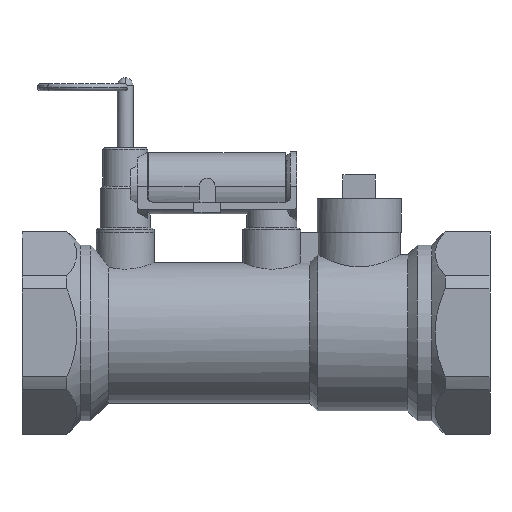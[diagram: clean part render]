
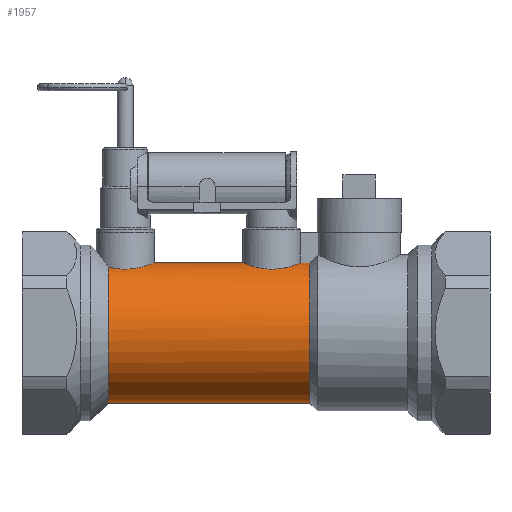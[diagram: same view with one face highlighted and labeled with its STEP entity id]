
A CAD part, front view. The second image highlights one B-rep face of the part: STEP entity #1957.
In plain terms, the highlighted cylindrical face has radius 26.5 mm (diameter 53 mm), a partial arc.
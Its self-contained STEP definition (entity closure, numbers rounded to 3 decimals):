
#1558=CARTESIAN_POINT('Vertex',(10.712,-2.5,26.382)) ;
#1561=CARTESIAN_POINT('Line Origine',(12.506,-2.5,26.382)) ;
#1565=CARTESIAN_POINT('Vertex',(14.3,-2.5,26.382)) ;
#1592=CARTESIAN_POINT('Vertex',(14.3,-15.576,-21.439)) ;
#1595=CARTESIAN_POINT('Axis2P3D Location',(14.3,0.,0.)) ;
#1612=CARTESIAN_POINT('Axis2P3D Location',(14.3,0.,0.)) ;
#1616=CARTESIAN_POINT('Vertex',(14.3,0.,-26.5)) ;
#1769=CARTESIAN_POINT('Vertex',(-11.,0.,26.5)) ;
#1775=CARTESIAN_POINT('Control Point',(-11.,0.,26.5)) ;
#1776=CARTESIAN_POINT('Control Point',(-11.,-0.615,26.5)) ;
#1777=CARTESIAN_POINT('Control Point',(-10.957,-1.237,26.482)) ;
#1778=CARTESIAN_POINT('Control Point',(-10.869,-1.859,26.446)) ;
#1779=CARTESIAN_POINT('Control Point',(-10.501,-3.568,26.294)) ;
#1780=CARTESIAN_POINT('Control Point',(-9.8,-5.181,26.02)) ;
#1781=CARTESIAN_POINT('Control Point',(-9.216,-6.156,25.8)) ;
#1782=CARTESIAN_POINT('Control Point',(-8.534,-7.023,25.565)) ;
#1783=CARTESIAN_POINT('Control Point',(-7.778,-7.778,25.333)) ;
#1784=CARTESIAN_POINT('Vertex',(-7.778,-7.778,25.333)) ;
#1788=CARTESIAN_POINT('Control Point',(-7.778,-7.778,25.333)) ;
#1789=CARTESIAN_POINT('Control Point',(-7.226,-8.33,25.163)) ;
#1790=CARTESIAN_POINT('Control Point',(-6.616,-8.843,24.989)) ;
#1791=CARTESIAN_POINT('Control Point',(-5.946,-9.307,24.818)) ;
#1792=CARTESIAN_POINT('Control Point',(-4.698,-10.012,24.541)) ;
#1793=CARTESIAN_POINT('Control Point',(-3.344,-10.507,24.329)) ;
#1794=CARTESIAN_POINT('Control Point',(-2.725,-10.685,24.251)) ;
#1795=CARTESIAN_POINT('Control Point',(-1.815,-10.876,24.166)) ;
#1796=CARTESIAN_POINT('Control Point',(-0.897,-10.97,24.123)) ;
#1797=CARTESIAN_POINT('Control Point',(-0.597,-10.99,24.114)) ;
#1798=CARTESIAN_POINT('Control Point',(-0.298,-11.,24.109)) ;
#1799=CARTESIAN_POINT('Control Point',(0.,-11.,24.109)) ;
#1800=CARTESIAN_POINT('Vertex',(0.,-11.,24.109)) ;
#1804=CARTESIAN_POINT('Control Point',(0.,-11.,24.109)) ;
#1805=CARTESIAN_POINT('Control Point',(1.712,-11.,24.109)) ;
#1806=CARTESIAN_POINT('Control Point',(3.473,-10.667,24.261)) ;
#1807=CARTESIAN_POINT('Control Point',(5.142,-9.964,24.585)) ;
#1808=CARTESIAN_POINT('Control Point',(6.595,-8.961,24.97)) ;
#1809=CARTESIAN_POINT('Control Point',(7.778,-7.778,25.333)) ;
#1810=CARTESIAN_POINT('Vertex',(7.778,-7.778,25.333)) ;
#1814=CARTESIAN_POINT('Control Point',(7.778,-7.778,25.333)) ;
#1815=CARTESIAN_POINT('Control Point',(8.825,-6.731,25.654)) ;
#1816=CARTESIAN_POINT('Control Point',(9.726,-5.453,25.985)) ;
#1817=CARTESIAN_POINT('Control Point',(10.361,-4.006,26.239)) ;
#1818=CARTESIAN_POINT('Control Point',(10.712,-2.5,26.382)) ;
#1868=CARTESIAN_POINT('Axis2P3D Location',(-120.,0.,0.)) ;
#1873=CARTESIAN_POINT('Line Origine',(-120.,0.,-26.5)) ;
#1877=CARTESIAN_POINT('Vertex',(-61.8,0.,-26.5)) ;
#1880=CARTESIAN_POINT('Line Origine',(-120.,0.,26.5)) ;
#1884=CARTESIAN_POINT('Vertex',(-44.5,0.,26.5)) ;
#1888=CARTESIAN_POINT('Control Point',(-47.722,-7.778,25.333)) ;
#1889=CARTESIAN_POINT('Control Point',(-46.538,-6.595,25.696)) ;
#1890=CARTESIAN_POINT('Control Point',(-45.539,-5.14,26.066)) ;
#1891=CARTESIAN_POINT('Control Point',(-44.836,-3.489,26.361)) ;
#1892=CARTESIAN_POINT('Control Point',(-44.5,-1.713,26.5)) ;
#1893=CARTESIAN_POINT('Control Point',(-44.5,0.,26.5)) ;
#1894=CARTESIAN_POINT('Vertex',(-47.722,-7.778,25.333)) ;
#1898=CARTESIAN_POINT('Control Point',(-55.5,-11.,24.109)) ;
#1899=CARTESIAN_POINT('Control Point',(-54.888,-11.,24.109)) ;
#1900=CARTESIAN_POINT('Control Point',(-54.269,-10.957,24.129)) ;
#1901=CARTESIAN_POINT('Control Point',(-53.651,-10.871,24.168)) ;
#1902=CARTESIAN_POINT('Control Point',(-52.412,-10.604,24.288)) ;
#1903=CARTESIAN_POINT('Control Point',(-51.224,-10.165,24.475)) ;
#1904=CARTESIAN_POINT('Control Point',(-50.647,-9.902,24.584)) ;
#1905=CARTESIAN_POINT('Control Point',(-49.665,-9.367,24.795)) ;
#1906=CARTESIAN_POINT('Control Point',(-48.769,-8.72,25.027)) ;
#1907=CARTESIAN_POINT('Control Point',(-48.399,-8.42,25.13)) ;
#1908=CARTESIAN_POINT('Control Point',(-48.05,-8.106,25.232)) ;
#1909=CARTESIAN_POINT('Control Point',(-47.722,-7.778,25.333)) ;
#1910=CARTESIAN_POINT('Vertex',(-55.5,-11.,24.109)) ;
#1914=CARTESIAN_POINT('Control Point',(-61.8,-9.017,24.919)) ;
#1915=CARTESIAN_POINT('Control Point',(-61.669,-9.109,24.886)) ;
#1916=CARTESIAN_POINT('Control Point',(-61.536,-9.198,24.853)) ;
#1917=CARTESIAN_POINT('Control Point',(-61.401,-9.285,24.82)) ;
#1918=CARTESIAN_POINT('Control Point',(-60.729,-9.702,24.663)) ;
#1919=CARTESIAN_POINT('Control Point',(-60.017,-10.06,24.519)) ;
#1920=CARTESIAN_POINT('Control Point',(-59.436,-10.301,24.418)) ;
#1921=CARTESIAN_POINT('Control Point',(-58.305,-10.678,24.255)) ;
#1922=CARTESIAN_POINT('Control Point',(-57.136,-10.899,24.155)) ;
#1923=CARTESIAN_POINT('Control Point',(-56.586,-10.966,24.125)) ;
#1924=CARTESIAN_POINT('Control Point',(-56.04,-11.,24.109)) ;
#1925=CARTESIAN_POINT('Control Point',(-55.5,-11.,24.109)) ;
#1926=CARTESIAN_POINT('Vertex',(-61.8,-9.017,24.919)) ;
#1929=CARTESIAN_POINT('Axis2P3D Location',(-61.8,0.,0.)) ;
#1933=CARTESIAN_POINT('Vertex',(-61.8,-15.576,-21.439)) ;
#1936=CARTESIAN_POINT('Axis2P3D Location',(-61.8,0.,0.)) ;
#1562=DIRECTION('Vector Direction',(-1.,0.,0.)) ;
#1596=DIRECTION('Axis2P3D Direction',(1.,0.,0.)) ;
#1613=DIRECTION('Axis2P3D Direction',(1.,0.,0.)) ;
#1869=DIRECTION('Axis2P3D Direction',(-1.,0.,0.)) ;
#1870=DIRECTION('Axis2P3D XDirection',(0.,0.,-1.)) ;
#1874=DIRECTION('Vector Direction',(-1.,0.,0.)) ;
#1881=DIRECTION('Vector Direction',(-1.,0.,0.)) ;
#1930=DIRECTION('Axis2P3D Direction',(-1.,0.,0.)) ;
#1937=DIRECTION('Axis2P3D Direction',(-1.,0.,0.)) ;
#1597=AXIS2_PLACEMENT_3D('Circle Axis2P3D',#1595,#1596,$) ;
#1614=AXIS2_PLACEMENT_3D('Circle Axis2P3D',#1612,#1613,$) ;
#1871=AXIS2_PLACEMENT_3D('Cylinder Axis2P3D',#1868,#1869,#1870) ;
#1931=AXIS2_PLACEMENT_3D('Circle Axis2P3D',#1929,#1930,$) ;
#1938=AXIS2_PLACEMENT_3D('Circle Axis2P3D',#1936,#1937,$) ;
#1942=ORIENTED_EDGE('',*,*,#1879,.F.) ;
#1943=ORIENTED_EDGE('',*,*,#1618,.T.) ;
#1944=ORIENTED_EDGE('',*,*,#1599,.T.) ;
#1945=ORIENTED_EDGE('',*,*,#1567,.T.) ;
#1946=ORIENTED_EDGE('',*,*,#1819,.F.) ;
#1947=ORIENTED_EDGE('',*,*,#1812,.F.) ;
#1948=ORIENTED_EDGE('',*,*,#1802,.F.) ;
#1949=ORIENTED_EDGE('',*,*,#1786,.F.) ;
#1950=ORIENTED_EDGE('',*,*,#1886,.F.) ;
#1951=ORIENTED_EDGE('',*,*,#1896,.F.) ;
#1952=ORIENTED_EDGE('',*,*,#1912,.F.) ;
#1953=ORIENTED_EDGE('',*,*,#1928,.F.) ;
#1954=ORIENTED_EDGE('',*,*,#1935,.T.) ;
#1955=ORIENTED_EDGE('',*,*,#1940,.T.) ;
#1563=VECTOR('Line Direction',#1562,1.) ;
#1875=VECTOR('Line Direction',#1874,1.) ;
#1882=VECTOR('Line Direction',#1881,1.) ;
#1957=ADVANCED_FACE('ATTENZIONE CATPART CONVERTITA DA REVIT',(#1956),#1872,.T.) ;
#1774=B_SPLINE_CURVE_WITH_KNOTS('',5,(#1775,#1776,#1777,#1778,#1779,#1780,#1781,#1782,#1783),.UNSPECIFIED.,.F.,.U.,(6,3,6),(0.,4.445,12.348),.UNSPECIFIED.) ;
#1787=B_SPLINE_CURVE_WITH_KNOTS('',5,(#1788,#1789,#1790,#1791,#1792,#1793,#1794,#1795,#1796,#1797,#1798,#1799),.UNSPECIFIED.,.F.,.U.,(6,3,3,6),(0.,5.772,10.198,12.349),.UNSPECIFIED.) ;
#1803=B_SPLINE_CURVE_WITH_KNOTS('',5,(#1804,#1805,#1806,#1807,#1808,#1809),.UNSPECIFIED.,.F.,.U.,(6,6),(0.,12.372),.UNSPECIFIED.) ;
#1813=B_SPLINE_CURVE_WITH_KNOTS('',4,(#1814,#1815,#1816,#1817,#1818),.UNSPECIFIED.,.F.,.U.,(5,5),(0.,8.76),.UNSPECIFIED.) ;
#1887=B_SPLINE_CURVE_WITH_KNOTS('',5,(#1888,#1889,#1890,#1891,#1892,#1893),.UNSPECIFIED.,.F.,.U.,(6,6),(0.,12.379),.UNSPECIFIED.) ;
#1897=B_SPLINE_CURVE_WITH_KNOTS('',5,(#1898,#1899,#1900,#1901,#1902,#1903,#1904,#1905,#1906,#1907,#1908,#1909),.UNSPECIFIED.,.F.,.U.,(6,3,3,6),(0.,4.425,8.96,12.391),.UNSPECIFIED.) ;
#1913=B_SPLINE_CURVE_WITH_KNOTS('',5,(#1914,#1915,#1916,#1917,#1918,#1919,#1920,#1921,#1922,#1923,#1924,#1925),.UNSPECIFIED.,.F.,.U.,(6,3,3,6),(0.,1.153,5.67,9.576),.UNSPECIFIED.) ;
#1598=CIRCLE('generated circle',#1597,26.5) ;
#1615=CIRCLE('generated circle',#1614,26.5) ;
#1932=CIRCLE('generated circle',#1931,26.5) ;
#1939=CIRCLE('generated circle',#1938,26.5) ;
#1872=CYLINDRICAL_SURFACE('generated cylinder',#1871,26.5) ;
#1567=EDGE_CURVE('',#1566,#1559,#1564,.T.) ;
#1599=EDGE_CURVE('',#1593,#1566,#1598,.F.) ;
#1618=EDGE_CURVE('',#1617,#1593,#1615,.F.) ;
#1786=EDGE_CURVE('',#1770,#1785,#1774,.T.) ;
#1802=EDGE_CURVE('',#1785,#1801,#1787,.T.) ;
#1812=EDGE_CURVE('',#1801,#1811,#1803,.T.) ;
#1819=EDGE_CURVE('',#1811,#1559,#1813,.T.) ;
#1879=EDGE_CURVE('',#1617,#1878,#1876,.T.) ;
#1886=EDGE_CURVE('',#1885,#1770,#1883,.F.) ;
#1896=EDGE_CURVE('',#1895,#1885,#1887,.T.) ;
#1912=EDGE_CURVE('',#1911,#1895,#1897,.T.) ;
#1928=EDGE_CURVE('',#1927,#1911,#1913,.T.) ;
#1935=EDGE_CURVE('',#1927,#1934,#1932,.F.) ;
#1940=EDGE_CURVE('',#1934,#1878,#1939,.F.) ;
#1941=EDGE_LOOP('',(#1942,#1943,#1944,#1945,#1946,#1947,#1948,#1949,#1950,#1951,#1952,#1953,#1954,#1955)) ;
#1956=FACE_OUTER_BOUND('',#1941,.T.) ;
#1564=LINE('Line',#1561,#1563) ;
#1876=LINE('Line',#1873,#1875) ;
#1883=LINE('Line',#1880,#1882) ;
#1559=VERTEX_POINT('',#1558) ;
#1566=VERTEX_POINT('',#1565) ;
#1593=VERTEX_POINT('',#1592) ;
#1617=VERTEX_POINT('',#1616) ;
#1770=VERTEX_POINT('',#1769) ;
#1785=VERTEX_POINT('',#1784) ;
#1801=VERTEX_POINT('',#1800) ;
#1811=VERTEX_POINT('',#1810) ;
#1878=VERTEX_POINT('',#1877) ;
#1885=VERTEX_POINT('',#1884) ;
#1895=VERTEX_POINT('',#1894) ;
#1911=VERTEX_POINT('',#1910) ;
#1927=VERTEX_POINT('',#1926) ;
#1934=VERTEX_POINT('',#1933) ;
